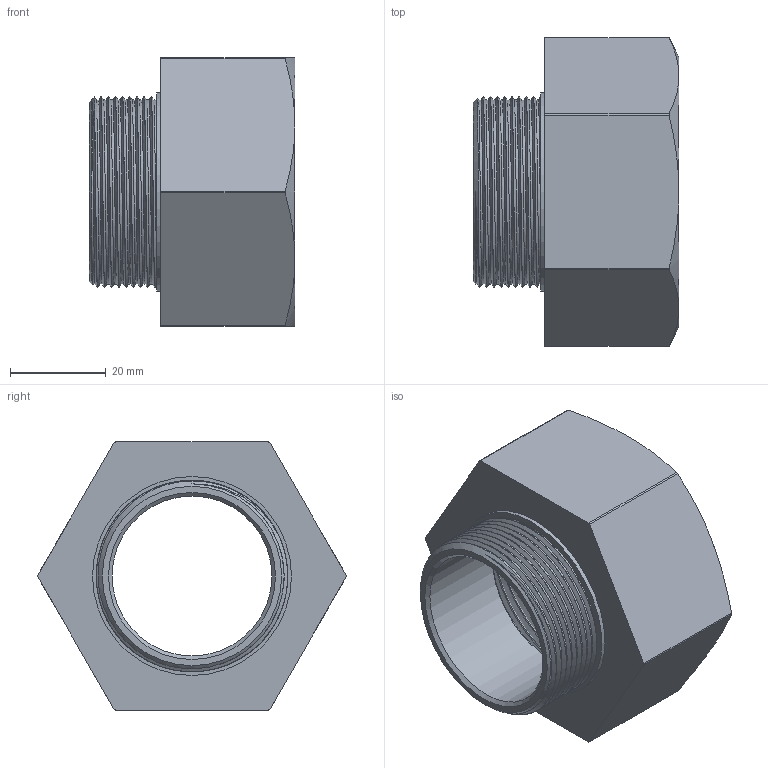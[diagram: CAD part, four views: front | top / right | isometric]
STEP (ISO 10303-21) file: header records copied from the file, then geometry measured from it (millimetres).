
FILE_DESCRIPTION(/* description */ ('Adapter Metall Ex M40x1,5 / NPT 1 1/2"'),/* implementation_level */ '2;1');
FILE_NAME(/* name */ 'RX745774-RST.stp',/* time_stamp */ '2021-04-01T10:18:17+02:00',/* author */ ('sl'),/* organization */ (''),/* preprocessor_version */ 'ST-DEVELOPER v16.5',/* originating_system */ 'Autodesk Inventor 2017',/* authorisation */ '');
FILE_SCHEMA (('AUTOMOTIVE_DESIGN { 1 0 10303 214 3 1 1 }'));
Length unit declared in the file: millimetre
Products named in the file (1): RX745774
Bounding box: 43 x 64.46 x 56 mm (x, y, z)
Volume: 37067.4 mm3; surface area: 23351.6 mm2
Topology: 1 solids, 1 shells, 41 faces, 93 edges, 58 vertices
Faces by surface type: cone 12, plane 12, cylinder 11, bspline 6
Full cylindrical faces by diameter (mm): 33.4 x1, 41.55 x1, 43.969 x1
Entity records: 5725 total; most frequent: CARTESIAN_POINT 4863, ORIENTED_EDGE 170, DIRECTION 160, EDGE_CURVE 84, AXIS2_PLACEMENT_3D 71, VERTEX_POINT 56, EDGE_LOOP 54, FACE_OUTER_BOUND 41
